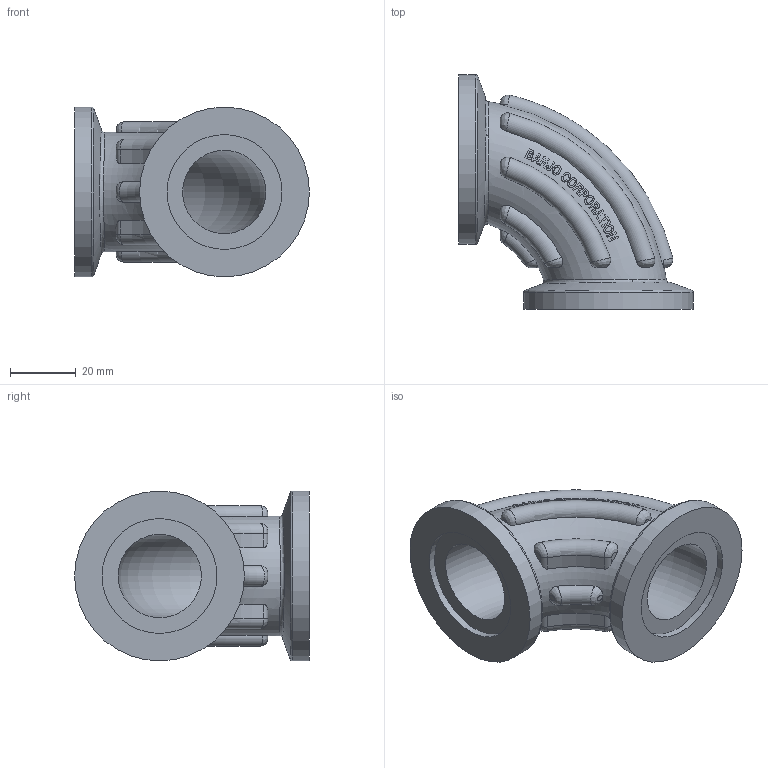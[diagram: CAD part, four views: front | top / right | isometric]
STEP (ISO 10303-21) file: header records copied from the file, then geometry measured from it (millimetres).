
FILE_DESCRIPTION(/* description */ ('1" Manifold Sweeping 90 Elbow w/ 1/4" Gage Port'),/* implementation_level */ '2;1');
FILE_NAME(/* name */ 'M100SWP90.stp',/* time_stamp */ '2016-12-05T11:43:59-05:00',/* author */ ('aaron'),/* organization */ (''),/* preprocessor_version */ 'ST-DEVELOPER v16.5',/* originating_system */ 'Autodesk Inventor 2017',/* authorisation */ '');
FILE_SCHEMA (('AUTOMOTIVE_DESIGN { 1 0 10303 214 3 1 1 }'));
Length unit declared in the file: inch
Products named in the file (1): M100SWP90
Bounding box: 71.63 x 71.63 x 51.82 mm (x, y, z)
Volume: 57925.8 mm3; surface area: 21258.5 mm2
Topology: 1 solids, 1 shells, 575 faces, 1522 edges, 1009 vertices
Faces by surface type: plane 264, bspline 218, torus 68, cylinder 18, cone 7
Full cylindrical faces by diameter (mm): 35.052 x2, 51.816 x2
Entity records: 23923 total; most frequent: CARTESIAN_POINT 10843, ORIENTED_EDGE 3020, DIRECTION 2214, EDGE_CURVE 1510, VERTEX_POINT 1007, AXIS2_PLACEMENT_3D 875, EDGE_LOOP 647, FACE_OUTER_BOUND 575
